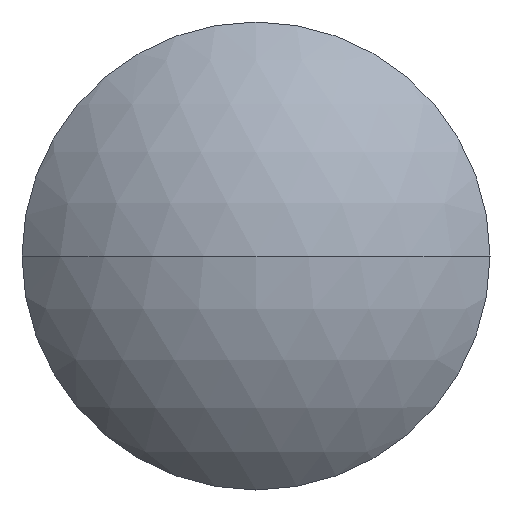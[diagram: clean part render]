
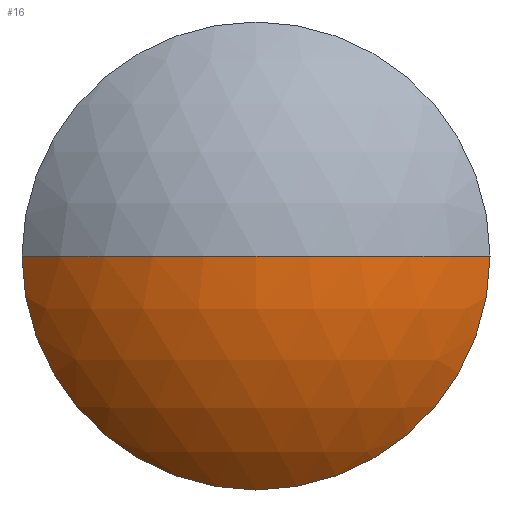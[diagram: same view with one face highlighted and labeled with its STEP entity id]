
A CAD part, left-side view. The second image highlights one B-rep face of the part: STEP entity #16.
In plain terms, the highlighted spherical face has radius 22.678 mm.
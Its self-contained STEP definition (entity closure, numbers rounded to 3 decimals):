
#8 = VERTEX_POINT ( 'NONE', #493 ) ;
#16 = ADVANCED_FACE ( 'NONE', ( #259 ), #80, .T. ) ;
#29 = AXIS2_PLACEMENT_3D ( 'NONE', #202, #209, #535 ) ;
#39 = ORIENTED_EDGE ( 'NONE', *, *, #391, .T. ) ;
#41 = AXIS2_PLACEMENT_3D ( 'NONE', #461, #176, #46 ) ;
#46 = DIRECTION ( 'NONE',  ( 0., 0., 1. ) ) ;
#79 = CIRCLE ( 'NONE', #385, 22.678 ) ;
#80 = SPHERICAL_SURFACE ( 'NONE', #29, 22.678 ) ;
#85 = DIRECTION ( 'NONE',  ( 1., 0., 0. ) ) ;
#98 = CIRCLE ( 'NONE', #356, 16.85 ) ;
#109 = DIRECTION ( 'NONE',  ( -1., 0., 0. ) ) ;
#134 = CARTESIAN_POINT ( 'NONE',  ( 13.178, 0., 0. ) ) ;
#139 = CIRCLE ( 'NONE', #41, 16.85 ) ;
#156 = EDGE_LOOP ( 'NONE', ( #406, #288, #39, #470 ) ) ;
#176 = DIRECTION ( 'NONE',  ( -1., 0., 0. ) ) ;
#188 = DIRECTION ( 'NONE',  ( 0., 1., 0. ) ) ;
#195 = DIRECTION ( 'NONE',  ( 0., 0., 1. ) ) ;
#199 = CIRCLE ( 'NONE', #550, 22.678 ) ;
#202 = CARTESIAN_POINT ( 'NONE',  ( 13.178, 0., 0. ) ) ;
#209 = DIRECTION ( 'NONE',  ( 0., 0., -1. ) ) ;
#237 = EDGE_CURVE ( 'NONE', #246, #8, #79, .T. ) ;
#246 = VERTEX_POINT ( 'NONE', #263 ) ;
#259 = FACE_OUTER_BOUND ( 'NONE', #156, .T. ) ;
#263 = CARTESIAN_POINT ( 'NONE',  ( -2., 16.85, 0. ) ) ;
#275 = VERTEX_POINT ( 'NONE', #468 ) ;
#281 = VERTEX_POINT ( 'NONE', #423 ) ;
#288 = ORIENTED_EDGE ( 'NONE', *, *, #505, .T. ) ;
#306 = CARTESIAN_POINT ( 'NONE',  ( 13.178, 0., 0. ) ) ;
#356 = AXIS2_PLACEMENT_3D ( 'NONE', #388, #109, #195 ) ;
#385 = AXIS2_PLACEMENT_3D ( 'NONE', #306, #500, #85 ) ;
#388 = CARTESIAN_POINT ( 'NONE',  ( -2., 0., 0. ) ) ;
#391 = EDGE_CURVE ( 'NONE', #281, #8, #199, .T. ) ;
#406 = ORIENTED_EDGE ( 'NONE', *, *, #464, .T. ) ;
#423 = CARTESIAN_POINT ( 'NONE',  ( -2., -16.85, 0. ) ) ;
#428 = DIRECTION ( 'NONE',  ( 0., 0., -1. ) ) ;
#461 = CARTESIAN_POINT ( 'NONE',  ( -2., 0., 0. ) ) ;
#464 = EDGE_CURVE ( 'NONE', #246, #275, #139, .T. ) ;
#468 = CARTESIAN_POINT ( 'NONE',  ( -2., 0., -16.85 ) ) ;
#470 = ORIENTED_EDGE ( 'NONE', *, *, #237, .F. ) ;
#493 = CARTESIAN_POINT ( 'NONE',  ( -9.5, 0., 0. ) ) ;
#500 = DIRECTION ( 'NONE',  ( 0., 0., 1. ) ) ;
#505 = EDGE_CURVE ( 'NONE', #275, #281, #98, .T. ) ;
#535 = DIRECTION ( 'NONE',  ( 0., 1., 0. ) ) ;
#550 = AXIS2_PLACEMENT_3D ( 'NONE', #134, #428, #188 ) ;
